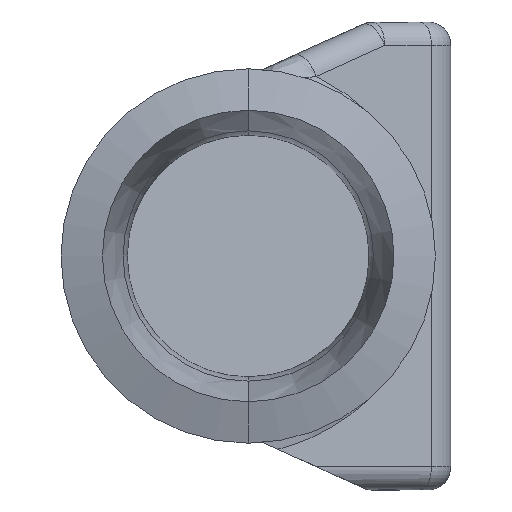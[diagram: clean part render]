
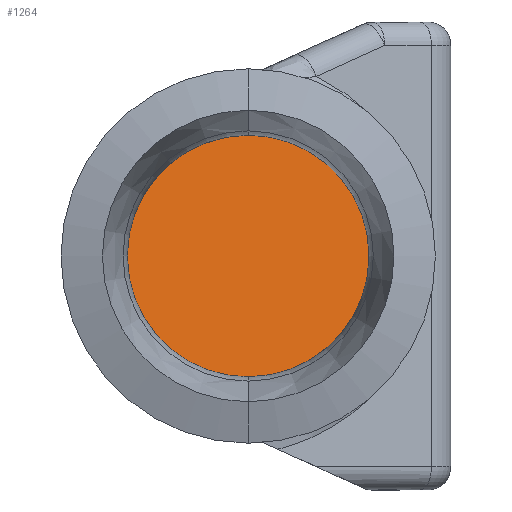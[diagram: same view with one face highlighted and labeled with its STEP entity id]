
A CAD part, left-side view. The second image highlights one B-rep face of the part: STEP entity #1264.
In plain terms, the highlighted planar face has unit normal (-0.866, -0.5, 0).
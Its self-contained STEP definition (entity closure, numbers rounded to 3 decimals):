
#44 = VERTEX_POINT ( 'NONE', #451 ) ;
#108 =( BOUNDED_CURVE ( )  B_SPLINE_CURVE ( 3, ( #750, #890, #235, #1426 ),
 .UNSPECIFIED., .F., .T. ) 
 B_SPLINE_CURVE_WITH_KNOTS ( ( 4, 4 ),
 ( 1.571, 4.712 ),
 .UNSPECIFIED. ) 
 CURVE ( )  GEOMETRIC_REPRESENTATION_ITEM ( )  RATIONAL_B_SPLINE_CURVE ( ( 1., 0.333, 0.333, 1. ) ) 
 REPRESENTATION_ITEM ( '' )  );
#116 = EDGE_CURVE ( 'NONE', #652, #44, #108, .T. ) ;
#235 = CARTESIAN_POINT ( 'NONE',  ( 107.691, -15.5, 7.75 ) ) ;
#346 = EDGE_LOOP ( 'NONE', ( #713, #1525 ) ) ;
#403 = EDGE_CURVE ( 'NONE', #44, #652, #1336, .T. ) ;
#415 = FACE_OUTER_BOUND ( 'NONE', #346, .T. ) ;
#423 = DIRECTION ( 'NONE',  ( 0.5, -0.866, 0. ) ) ;
#451 = CARTESIAN_POINT ( 'NONE',  ( 98.742, 0., 7.75 ) ) ;
#495 = CARTESIAN_POINT ( 'NONE',  ( 89.793, 15.5, -7.75 ) ) ;
#652 = VERTEX_POINT ( 'NONE', #1164 ) ;
#713 = ORIENTED_EDGE ( 'NONE', *, *, #403, .T. ) ;
#750 = CARTESIAN_POINT ( 'NONE',  ( 98.742, 0., -7.75 ) ) ;
#890 = CARTESIAN_POINT ( 'NONE',  ( 107.691, -15.5, -7.75 ) ) ;
#943 = CARTESIAN_POINT ( 'NONE',  ( 105.814, -12.25, -43.523 ) ) ;
#992 = CARTESIAN_POINT ( 'NONE',  ( 98.742, 0., -7.75 ) ) ;
#1011 = CARTESIAN_POINT ( 'NONE',  ( 89.793, 15.5, 7.75 ) ) ;
#1164 = CARTESIAN_POINT ( 'NONE',  ( 98.742, 0., -7.75 ) ) ;
#1227 = DIRECTION ( 'NONE',  ( -0.866, -0.5, 0. ) ) ;
#1264 = ADVANCED_FACE ( 'NONE', ( #415 ), #1343, .T. ) ;
#1336 =( BOUNDED_CURVE ( )  B_SPLINE_CURVE ( 3, ( #1498, #1011, #495, #992 ),
 .UNSPECIFIED., .F., .T. ) 
 B_SPLINE_CURVE_WITH_KNOTS ( ( 4, 4 ),
 ( 4.712, 7.854 ),
 .UNSPECIFIED. ) 
 CURVE ( )  GEOMETRIC_REPRESENTATION_ITEM ( )  RATIONAL_B_SPLINE_CURVE ( ( 1., 0.333, 0.333, 1. ) ) 
 REPRESENTATION_ITEM ( '' )  );
#1343 = PLANE ( 'NONE',  #1651 ) ;
#1426 = CARTESIAN_POINT ( 'NONE',  ( 98.742, 0., 7.75 ) ) ;
#1498 = CARTESIAN_POINT ( 'NONE',  ( 98.742, 0., 7.75 ) ) ;
#1525 = ORIENTED_EDGE ( 'NONE', *, *, #116, .T. ) ;
#1651 = AXIS2_PLACEMENT_3D ( 'NONE', #943, #1227, #423 ) ;
